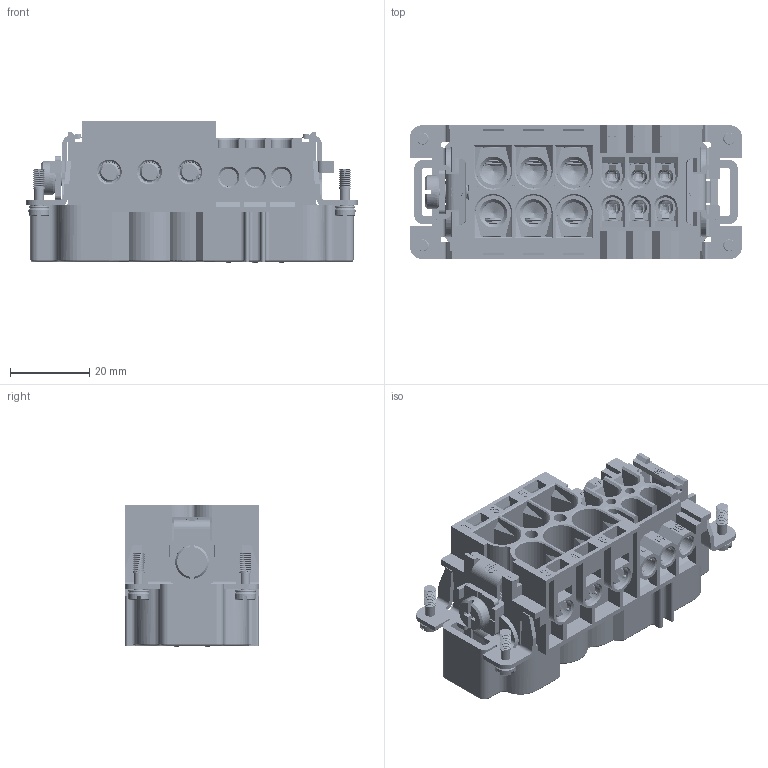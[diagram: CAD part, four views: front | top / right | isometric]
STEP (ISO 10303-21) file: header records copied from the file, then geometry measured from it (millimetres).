
FILE_DESCRIPTION(/* description */ (''),/* implementation_level */ '2;1');
FILE_NAME(/* name */ 'HWK-006&6-M.stp',/* time_stamp */ '2023-09-15T17:24:04+08:00',/* author */ (''),/* organization */ (''),/* preprocessor_version */ 'ST-DEVELOPER v16',/* originating_system */ 'SIEMENS PLM Software NX 10.0',/* authorisation */ '');
FILE_SCHEMA (('AUTOMOTIVE_DESIGN { 1 0 10303 214 3 1 1 1 }'));
Products named in the file (1): Admi16F8F3C4yp9k
Bounding box: 84.03 x 34 x 36.1 mm (x, y, z)
Surface area: 44198.4 mm2 (no closed solid volume)
Topology: 0 solids, 1 shells, 3199 faces, 9661 edges, 6370 vertices
Faces by surface type: plane 1446, cylinder 872, extrusion 332, bspline 273, cone 151, torus 69, sphere 56
Full cylindrical faces by diameter (mm): 2.4 x8, 2.5 x11, 2.9 x6, 3 x12, 3.3 x8, 3.5 x6, 3.82 x6, 4 x1, 4.6 x1, 4.8 x6, 5.3 x4, 5.5 x6, 5.6 x6, 5.7 x6, 6.1 x6, 8.5 x1
Entity records: 184163 total; most frequent: CARTESIAN_POINT 103079, ORIENTED_EDGE 18332, DIRECTION 12941, EDGE_CURVE 9166, VERTEX_POINT 6093, VECTOR 4837, LINE 4505, AXIS2_PLACEMENT_3D 4052
